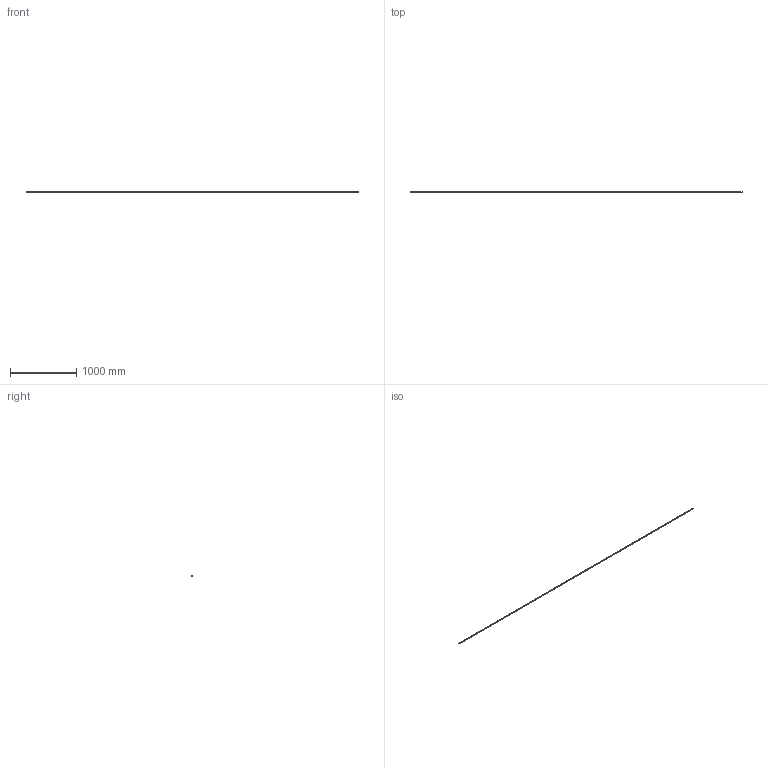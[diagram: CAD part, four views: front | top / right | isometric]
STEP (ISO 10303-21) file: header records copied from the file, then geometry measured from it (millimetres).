
FILE_DESCRIPTION(/* description */ (''),/* implementation_level */ '2;1');
FILE_NAME(/* name */ '10172.stp',/* time_stamp */ '2019-08-16T08:33:36+02:00',/* author */ ('DIDIERR'),/* organization */ (''),/* preprocessor_version */ 'ST-DEVELOPER v17.2',/* originating_system */ 'Autodesk Inventor 2019',/* authorisation */ '');
FILE_SCHEMA (('AUTOMOTIVE_DESIGN { 1 0 10303 214 3 1 1 }'));
Products named in the file (1): 10172
Bounding box: 4994.62 x 2.3 x 10 mm (x, y, z)
Volume: 98837.1 mm3; surface area: 135619.9 mm2
Topology: 1 solids, 1 shells, 4004 faces, 12006 edges, 8004 vertices
Faces by surface type: plane 4004
Entity records: 132131 total; most frequent: CARTESIAN_POINT 24015, ORIENTED_EDGE 24012, DIRECTION 20016, LINE 12006, VECTOR 12006, EDGE_CURVE 12006, VERTEX_POINT 8004, AXIS2_PLACEMENT_3D 4005
